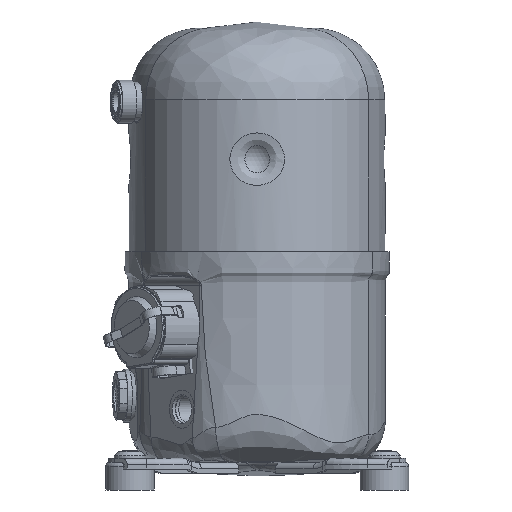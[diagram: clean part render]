
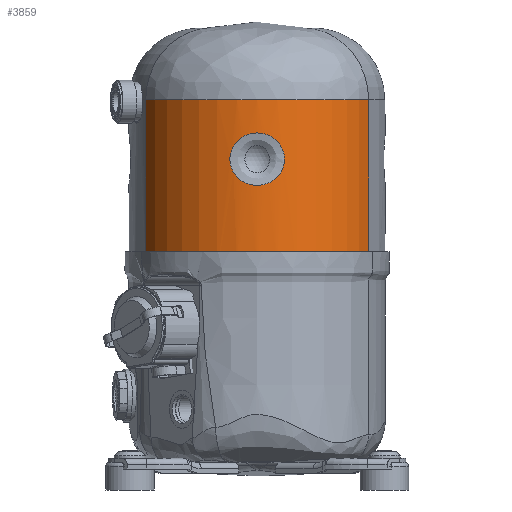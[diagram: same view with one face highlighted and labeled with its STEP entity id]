
A CAD part, front view. The second image highlights one B-rep face of the part: STEP entity #3859.
In plain terms, the highlighted cylindrical face has radius 90.3 mm (diameter 180.6 mm), a partial arc.
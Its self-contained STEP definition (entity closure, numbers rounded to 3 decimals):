
#611=LINE('',#40677,#1244);
#613=LINE('',#40714,#1246);
#1244=VECTOR('',#18635,1.);
#1246=VECTOR('',#18641,1.);
#2588=B_SPLINE_CURVE_WITH_KNOTS('',3,(#40683,#40684,#40685,#40686,#40687,
#40688,#40689,#40690,#40691,#40692,#40693,#40694,#40695,#40696,#40697,#40698,
#40699,#40700,#40701,#40702,#40703,#40704,#40705,#40706,#40707,#40708,#40709,
#40710,#40711,#40712),.UNSPECIFIED.,.T.,.F.,(2,2,2,2,2,2,2,2,2,2,2,2,2,2,
2,2,2),(-0.063,0.,0.062,0.125,0.25,0.312,
0.375,0.437,0.5,0.562,
0.625,0.75,0.813,0.875,0.938,1.,1.063),.UNSPECIFIED.);
#3065=CYLINDRICAL_SURFACE('',#15355,90.3);
#3859=ADVANCED_FACE('',(#4872,#4873),#3065,.T.);
#4872=FACE_BOUND('',#6018,.T.);
#4873=FACE_BOUND('',#6019,.T.);
#6018=EDGE_LOOP('',(#9278));
#6019=EDGE_LOOP('',(#9279,#9280,#9281,#9282));
#9278=ORIENTED_EDGE('',*,*,#12918,.T.);
#9279=ORIENTED_EDGE('',*,*,#12919,.F.);
#9280=ORIENTED_EDGE('',*,*,#12920,.T.);
#9281=ORIENTED_EDGE('',*,*,#12915,.T.);
#9282=ORIENTED_EDGE('',*,*,#12921,.T.);
#11131=VERTEX_POINT('',#40676);
#11132=VERTEX_POINT('',#40678);
#11134=VERTEX_POINT('',#40713);
#11135=VERTEX_POINT('',#40715);
#11136=VERTEX_POINT('',#40716);
#12915=EDGE_CURVE('',#11132,#11131,#611,.T.);
#12918=EDGE_CURVE('',#11134,#11134,#2588,.T.);
#12919=EDGE_CURVE('',#11135,#11136,#613,.T.);
#12920=EDGE_CURVE('',#11135,#11132,#13949,.T.);
#12921=EDGE_CURVE('',#11131,#11136,#13950,.T.);
#13949=CIRCLE('',#15353,90.3);
#13950=CIRCLE('',#15354,90.3);
#15353=AXIS2_PLACEMENT_3D('',#40717,#18642,#18643);
#15354=AXIS2_PLACEMENT_3D('',#40718,#18644,#18645);
#15355=AXIS2_PLACEMENT_3D('',#40719,#18646,#18647);
#18635=DIRECTION('',(0.,0.,-1.));
#18641=DIRECTION('',(0.,0.,-1.));
#18642=DIRECTION('',(0.,0.,-1.));
#18643=DIRECTION('',(0.,-1.,0.));
#18644=DIRECTION('',(0.,0.,1.));
#18645=DIRECTION('',(0.,-1.,0.));
#18646=DIRECTION('',(0.,0.,-1.));
#18647=DIRECTION('',(0.,1.,0.));
#40676=CARTESIAN_POINT('',(-83.446,-63.209,-14.8));
#40677=CARTESIAN_POINT('',(-83.446,-63.209,171.2));
#40678=CARTESIAN_POINT('',(-83.446,-63.209,113.7));
#40683=CARTESIAN_POINT('',(20.413,-116.663,71.859));
#40684=CARTESIAN_POINT('',(20.413,-116.663,66.541));
#40685=CARTESIAN_POINT('',(19.859,-116.796,63.933));
#40686=CARTESIAN_POINT('',(17.759,-117.243,59.127));
#40687=CARTESIAN_POINT('',(16.209,-117.554,56.946));
#40688=CARTESIAN_POINT('',(10.523,-118.467,51.586));
#40689=CARTESIAN_POINT('',(5.263,-119.,49.57));
#40690=CARTESIAN_POINT('',(-2.625,-119.,49.568));
#40691=CARTESIAN_POINT('',(-5.248,-118.881,50.051));
#40692=CARTESIAN_POINT('',(-10.157,-118.461,51.955));
#40693=CARTESIAN_POINT('',(-12.392,-118.167,53.348));
#40694=CARTESIAN_POINT('',(-16.23,-117.551,56.965));
#40695=CARTESIAN_POINT('',(-17.756,-117.244,59.12));
#40696=CARTESIAN_POINT('',(-19.86,-116.796,63.934));
#40697=CARTESIAN_POINT('',(-20.411,-116.663,66.564));
#40698=CARTESIAN_POINT('',(-20.415,-116.662,71.81));
#40699=CARTESIAN_POINT('',(-19.862,-116.795,74.453));
#40700=CARTESIAN_POINT('',(-17.774,-117.24,79.247));
#40701=CARTESIAN_POINT('',(-16.232,-117.55,81.43));
#40702=CARTESIAN_POINT('',(-10.515,-118.469,86.828));
#40703=CARTESIAN_POINT('',(-5.27,-119.,88.831));
#40704=CARTESIAN_POINT('',(2.635,-119.,88.831));
#40705=CARTESIAN_POINT('',(5.267,-118.879,88.342));
#40706=CARTESIAN_POINT('',(10.145,-118.462,86.449));
#40707=CARTESIAN_POINT('',(12.415,-118.163,85.029));
#40708=CARTESIAN_POINT('',(16.201,-117.555,81.463));
#40709=CARTESIAN_POINT('',(17.756,-117.243,79.274));
#40710=CARTESIAN_POINT('',(19.849,-116.798,74.496));
#40711=CARTESIAN_POINT('',(20.413,-116.663,71.859));
#40712=CARTESIAN_POINT('',(20.413,-116.663,66.541));
#40713=CARTESIAN_POINT('',(20.413,-116.663,69.2));
#40714=CARTESIAN_POINT('',(83.446,-63.209,171.2));
#40715=CARTESIAN_POINT('',(83.446,-63.209,113.7));
#40716=CARTESIAN_POINT('',(83.446,-63.209,-14.8));
#40717=CARTESIAN_POINT('',(0.,-28.7,113.7));
#40718=CARTESIAN_POINT('',(0.,-28.7,-14.8));
#40719=CARTESIAN_POINT('',(0.,-28.7,171.2));
